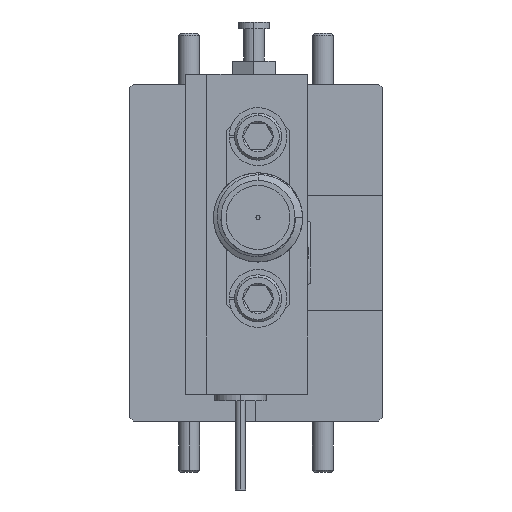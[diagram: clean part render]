
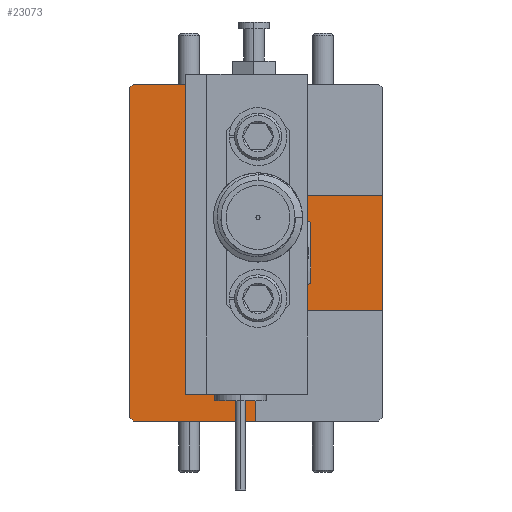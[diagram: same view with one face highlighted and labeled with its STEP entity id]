
A CAD part, left-side view. The second image highlights one B-rep face of the part: STEP entity #23073.
In plain terms, the highlighted planar face has unit normal (-1, 0, 0).
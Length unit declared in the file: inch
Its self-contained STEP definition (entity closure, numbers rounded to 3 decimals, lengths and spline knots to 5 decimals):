
#767 = CARTESIAN_POINT ( 'NONE',  ( 0.965, 0.154, 0.445 ) ) ;
#2447 = FACE_OUTER_BOUND ( 'NONE', #69072, .T. ) ;
#3821 = CARTESIAN_POINT ( 'NONE',  ( 0.965, -0.221, 0.115 ) ) ;
#4302 = DIRECTION ( 'NONE',  ( 0., -0.707, -0.707 ) ) ;
#5863 = DIRECTION ( 'NONE',  ( 0., 0., -1. ) ) ;
#6931 = CARTESIAN_POINT ( 'NONE',  ( 0.965, 0.148, -0.02375 ) ) ;
#7555 = VECTOR ( 'NONE', #36732, 39.37008 ) ;
#7905 = ORIENTED_EDGE ( 'NONE', *, *, #22682, .F. ) ;
#8285 = VERTEX_POINT ( 'NONE', #35032 ) ;
#8462 = DIRECTION ( 'NONE',  ( 0., 0., -1. ) ) ;
#9729 = VECTOR ( 'NONE', #32909, 39.37008 ) ;
#10187 = DIRECTION ( 'NONE',  ( 0., 0.707, -0.707 ) ) ;
#10391 = EDGE_CURVE ( 'NONE', #67899, #56500, #61529, .T. ) ;
#10703 = FACE_BOUND ( 'NONE', #57108, .T. ) ;
#15444 = CARTESIAN_POINT ( 'NONE',  ( 0.965, 0.148, -0.055 ) ) ;
#15923 = VERTEX_POINT ( 'NONE', #25287 ) ;
#17029 = LINE ( 'NONE', #94894, #9729 ) ;
#17490 = AXIS2_PLACEMENT_3D ( 'NONE', #15444, #54501, #61920 ) ;
#19187 = EDGE_CURVE ( 'NONE', #42692, #56500, #29710, .T. ) ;
#20317 = DIRECTION ( 'NONE',  ( -1., 0., 0. ) ) ;
#20457 = CIRCLE ( 'NONE', #51887, 0.03125 ) ;
#20484 = ORIENTED_EDGE ( 'NONE', *, *, #77457, .T. ) ;
#20998 = CARTESIAN_POINT ( 'NONE',  ( 0.965, 0.154, 0.445 ) ) ;
#22177 = VECTOR ( 'NONE', #49595, 39.37008 ) ;
#22487 = EDGE_CURVE ( 'NONE', #76086, #38542, #17029, .T. ) ;
#22682 = EDGE_CURVE ( 'NONE', #30498, #42406, #20457, .T. ) ;
#23073 = ADVANCED_FACE ( 'NONE', ( #10703, #2447 ), #28061, .F. ) ;
#23651 = EDGE_CURVE ( 'NONE', #8285, #87847, #81775, .T. ) ;
#24121 = EDGE_CURVE ( 'NONE', #38542, #68072, #62152, .T. ) ;
#25287 = CARTESIAN_POINT ( 'NONE',  ( 0.965, 0.529, 0.435 ) ) ;
#26469 = ORIENTED_EDGE ( 'NONE', *, *, #19187, .T. ) ;
#27399 = DIRECTION ( 'NONE',  ( 0., 0., 1. ) ) ;
#27659 = DIRECTION ( 'NONE',  ( 0., 1., 0. ) ) ;
#27835 = EDGE_CURVE ( 'NONE', #42406, #30498, #67434, .T. ) ;
#28061 = PLANE ( 'NONE',  #93974 ) ;
#28671 = CARTESIAN_POINT ( 'NONE',  ( 0.965, -0.221, 0.115 ) ) ;
#29411 = CARTESIAN_POINT ( 'NONE',  ( 0.965, 0.519, 0.445 ) ) ;
#29710 = LINE ( 'NONE', #28671, #64607 ) ;
#30498 = VERTEX_POINT ( 'NONE', #6931 ) ;
#32909 = DIRECTION ( 'NONE',  ( 0., 1., 0. ) ) ;
#35032 = CARTESIAN_POINT ( 'NONE',  ( 0.965, 0.529, -0.545 ) ) ;
#36732 = DIRECTION ( 'NONE',  ( 0., 1., 0. ) ) ;
#38542 = VERTEX_POINT ( 'NONE', #58708 ) ;
#39500 = EDGE_CURVE ( 'NONE', #41444, #15923, #63001, .T. ) ;
#41444 = VERTEX_POINT ( 'NONE', #29411 ) ;
#42406 = VERTEX_POINT ( 'NONE', #64501 ) ;
#42692 = VERTEX_POINT ( 'NONE', #3821 ) ;
#44558 = CARTESIAN_POINT ( 'NONE',  ( 0.965, 0.154, -0.555 ) ) ;
#46313 = ORIENTED_EDGE ( 'NONE', *, *, #39500, .T. ) ;
#47360 = VECTOR ( 'NONE', #10187, 39.37008 ) ;
#49595 = DIRECTION ( 'NONE',  ( 0., 0., -1. ) ) ;
#49918 = CARTESIAN_POINT ( 'NONE',  ( 0.965, 0.529, 0.445 ) ) ;
#51095 = LINE ( 'NONE', #49918, #22177 ) ;
#51255 = DIRECTION ( 'NONE',  ( 1., 0., 0. ) ) ;
#51887 = AXIS2_PLACEMENT_3D ( 'NONE', #73977, #20317, #59069 ) ;
#54501 = DIRECTION ( 'NONE',  ( -1., 0., 0. ) ) ;
#55574 = LINE ( 'NONE', #85188, #70183 ) ;
#56500 = VERTEX_POINT ( 'NONE', #76154 ) ;
#57108 = EDGE_LOOP ( 'NONE', ( #96931, #7905 ) ) ;
#58708 = CARTESIAN_POINT ( 'NONE',  ( 0.965, 0.154, -0.225 ) ) ;
#59069 = DIRECTION ( 'NONE',  ( 0., 0., -1. ) ) ;
#59533 = CARTESIAN_POINT ( 'NONE',  ( 0.965, 0.519, -0.555 ) ) ;
#59559 = VECTOR ( 'NONE', #83585, 39.37008 ) ;
#61529 = LINE ( 'NONE', #767, #74882 ) ;
#61758 = CARTESIAN_POINT ( 'NONE',  ( 0.965, -0.221, -0.225 ) ) ;
#61920 = DIRECTION ( 'NONE',  ( 0., 0., -1. ) ) ;
#62152 = LINE ( 'NONE', #20998, #92411 ) ;
#63001 = LINE ( 'NONE', #96187, #47360 ) ;
#63017 = EDGE_CURVE ( 'NONE', #68072, #87847, #63032, .T. ) ;
#63032 = LINE ( 'NONE', #98687, #7555 ) ;
#64501 = CARTESIAN_POINT ( 'NONE',  ( 0.965, 0.148, -0.08625 ) ) ;
#64607 = VECTOR ( 'NONE', #27659, 39.37008 ) ;
#65825 = ORIENTED_EDGE ( 'NONE', *, *, #89274, .F. ) ;
#67434 = CIRCLE ( 'NONE', #17490, 0.03125 ) ;
#67899 = VERTEX_POINT ( 'NONE', #97856 ) ;
#68033 = CARTESIAN_POINT ( 'NONE',  ( 0.965, 0.154, 0.445 ) ) ;
#68072 = VERTEX_POINT ( 'NONE', #44558 ) ;
#68500 = VECTOR ( 'NONE', #4302, 39.37008 ) ;
#68920 = ORIENTED_EDGE ( 'NONE', *, *, #10391, .F. ) ;
#69072 = EDGE_LOOP ( 'NONE', ( #20484, #46313, #94122, #87390, #77631, #79844, #80006, #65825, #26469, #68920 ) ) ;
#70183 = VECTOR ( 'NONE', #77733, 39.37008 ) ;
#70458 = LINE ( 'NONE', #68033, #59559 ) ;
#73977 = CARTESIAN_POINT ( 'NONE',  ( 0.965, 0.148, -0.055 ) ) ;
#74882 = VECTOR ( 'NONE', #8462, 39.37008 ) ;
#76086 = VERTEX_POINT ( 'NONE', #61758 ) ;
#76154 = CARTESIAN_POINT ( 'NONE',  ( 0.965, 0.154, 0.115 ) ) ;
#77457 = EDGE_CURVE ( 'NONE', #67899, #41444, #70458, .T. ) ;
#77631 = ORIENTED_EDGE ( 'NONE', *, *, #63017, .F. ) ;
#77733 = DIRECTION ( 'NONE',  ( 0., 0., -1. ) ) ;
#79844 = ORIENTED_EDGE ( 'NONE', *, *, #24121, .F. ) ;
#80006 = ORIENTED_EDGE ( 'NONE', *, *, #22487, .F. ) ;
#81775 = LINE ( 'NONE', #59533, #68500 ) ;
#83585 = DIRECTION ( 'NONE',  ( 0., 1., 0. ) ) ;
#85188 = CARTESIAN_POINT ( 'NONE',  ( 0.965, -0.221, 0.115 ) ) ;
#87390 = ORIENTED_EDGE ( 'NONE', *, *, #23651, .T. ) ;
#87847 = VERTEX_POINT ( 'NONE', #99908 ) ;
#88263 = EDGE_CURVE ( 'NONE', #15923, #8285, #51095, .T. ) ;
#89274 = EDGE_CURVE ( 'NONE', #42692, #76086, #55574, .T. ) ;
#92411 = VECTOR ( 'NONE', #5863, 39.37008 ) ;
#93974 = AXIS2_PLACEMENT_3D ( 'NONE', #97467, #51255, #27399 ) ;
#94122 = ORIENTED_EDGE ( 'NONE', *, *, #88263, .T. ) ;
#94894 = CARTESIAN_POINT ( 'NONE',  ( 0.965, -0.221, -0.225 ) ) ;
#96187 = CARTESIAN_POINT ( 'NONE',  ( 0.965, 0.519, 0.445 ) ) ;
#96931 = ORIENTED_EDGE ( 'NONE', *, *, #27835, .F. ) ;
#97467 = CARTESIAN_POINT ( 'NONE',  ( 0.965, 0.154, 0.445 ) ) ;
#97856 = CARTESIAN_POINT ( 'NONE',  ( 0.965, 0.154, 0.445 ) ) ;
#98687 = CARTESIAN_POINT ( 'NONE',  ( 0.965, 0.154, -0.555 ) ) ;
#99908 = CARTESIAN_POINT ( 'NONE',  ( 0.965, 0.519, -0.555 ) ) ;
